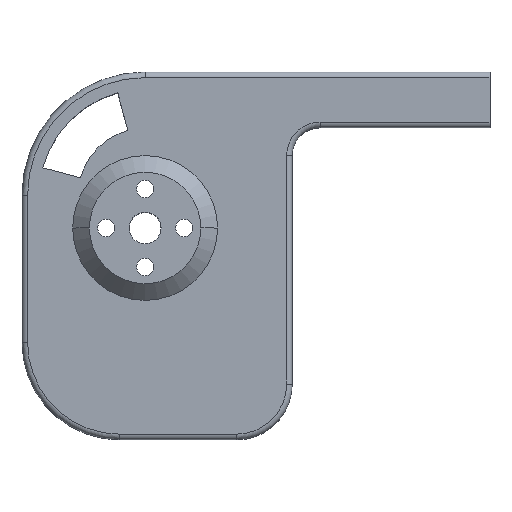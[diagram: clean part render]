
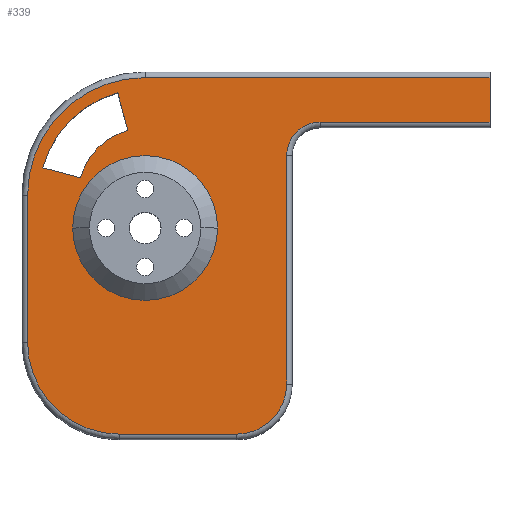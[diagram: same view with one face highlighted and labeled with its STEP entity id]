
A CAD part, top view. The second image highlights one B-rep face of the part: STEP entity #339.
In plain terms, the highlighted planar face has unit normal (0, 0, 1).
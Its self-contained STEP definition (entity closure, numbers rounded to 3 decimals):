
#222=FACE_BOUND('',#844,.T.);
#223=FACE_BOUND('',#845,.T.);
#224=FACE_BOUND('',#846,.T.);
#339=ADVANCED_FACE('',(#222,#223,#224),#528,.T.);
#528=PLANE('',#4258);
#844=EDGE_LOOP('',(#1974,#1975,#1976,#1977));
#845=EDGE_LOOP('',(#1978,#1979));
#846=EDGE_LOOP('',(#1980,#1981,#1982,#1983,#1984,#1985,#1986,#1987,#1988,
#1989));
#1168=LINE('',#6338,#1452);
#1211=LINE('',#6562,#1495);
#1212=LINE('',#6566,#1496);
#1213=LINE('',#6571,#1497);
#1214=LINE('',#6572,#1498);
#1215=LINE('',#6576,#1499);
#1216=LINE('',#6580,#1500);
#1217=LINE('',#6584,#1501);
#1452=VECTOR('',#4985,1.);
#1495=VECTOR('',#5100,1.);
#1496=VECTOR('',#5103,1.);
#1497=VECTOR('',#5108,1.);
#1498=VECTOR('',#5109,1.);
#1499=VECTOR('',#5112,1.);
#1500=VECTOR('',#5115,1.);
#1501=VECTOR('',#5118,1.);
#1974=ORIENTED_EDGE('',*,*,#3487,.F.);
#1975=ORIENTED_EDGE('',*,*,#3488,.F.);
#1976=ORIENTED_EDGE('',*,*,#3489,.F.);
#1977=ORIENTED_EDGE('',*,*,#3490,.F.);
#1978=ORIENTED_EDGE('',*,*,#3277,.T.);
#1979=ORIENTED_EDGE('',*,*,#3491,.T.);
#1980=ORIENTED_EDGE('',*,*,#3492,.T.);
#1981=ORIENTED_EDGE('',*,*,#3493,.T.);
#1982=ORIENTED_EDGE('',*,*,#3412,.T.);
#1983=ORIENTED_EDGE('',*,*,#3494,.T.);
#1984=ORIENTED_EDGE('',*,*,#3495,.T.);
#1985=ORIENTED_EDGE('',*,*,#3496,.T.);
#1986=ORIENTED_EDGE('',*,*,#3497,.T.);
#1987=ORIENTED_EDGE('',*,*,#3498,.T.);
#1988=ORIENTED_EDGE('',*,*,#3499,.T.);
#1989=ORIENTED_EDGE('',*,*,#3500,.T.);
#2895=VERTEX_POINT('',#6057);
#2896=VERTEX_POINT('',#6059);
#3010=VERTEX_POINT('',#6337);
#3011=VERTEX_POINT('',#6339);
#3068=VERTEX_POINT('',#6560);
#3069=VERTEX_POINT('',#6561);
#3070=VERTEX_POINT('',#6563);
#3071=VERTEX_POINT('',#6565);
#3072=VERTEX_POINT('',#6569);
#3073=VERTEX_POINT('',#6570);
#3074=VERTEX_POINT('',#6573);
#3075=VERTEX_POINT('',#6575);
#3076=VERTEX_POINT('',#6577);
#3077=VERTEX_POINT('',#6579);
#3078=VERTEX_POINT('',#6581);
#3079=VERTEX_POINT('',#6583);
#3277=EDGE_CURVE('',#2896,#2895,#3816,.T.);
#3412=EDGE_CURVE('',#3011,#3010,#1168,.T.);
#3487=EDGE_CURVE('',#3068,#3069,#3912,.T.);
#3488=EDGE_CURVE('',#3070,#3068,#1211,.T.);
#3489=EDGE_CURVE('',#3071,#3070,#3913,.T.);
#3490=EDGE_CURVE('',#3069,#3071,#1212,.T.);
#3491=EDGE_CURVE('',#2895,#2896,#3914,.T.);
#3492=EDGE_CURVE('',#3072,#3073,#3915,.T.);
#3493=EDGE_CURVE('',#3073,#3011,#1213,.T.);
#3494=EDGE_CURVE('',#3010,#3074,#1214,.T.);
#3495=EDGE_CURVE('',#3074,#3075,#3916,.T.);
#3496=EDGE_CURVE('',#3075,#3076,#1215,.T.);
#3497=EDGE_CURVE('',#3076,#3077,#3917,.T.);
#3498=EDGE_CURVE('',#3077,#3078,#1216,.T.);
#3499=EDGE_CURVE('',#3078,#3079,#3918,.T.);
#3500=EDGE_CURVE('',#3079,#3072,#1217,.T.);
#3816=CIRCLE('',#4117,13.);
#3912=CIRCLE('',#4251,12.);
#3913=CIRCLE('',#4252,19.);
#3914=CIRCLE('',#4253,13.);
#3915=CIRCLE('',#4254,6.);
#3916=CIRCLE('',#4255,21.1);
#3917=CIRCLE('',#4256,16.5);
#3918=CIRCLE('',#4257,9.);
#4117=AXIS2_PLACEMENT_3D('',#6058,#4721,#4722);
#4251=AXIS2_PLACEMENT_3D('',#6559,#5098,#5099);
#4252=AXIS2_PLACEMENT_3D('',#6564,#5101,#5102);
#4253=AXIS2_PLACEMENT_3D('',#6567,#5104,#5105);
#4254=AXIS2_PLACEMENT_3D('',#6568,#5106,#5107);
#4255=AXIS2_PLACEMENT_3D('',#6574,#5110,#5111);
#4256=AXIS2_PLACEMENT_3D('',#6578,#5113,#5114);
#4257=AXIS2_PLACEMENT_3D('',#6582,#5116,#5117);
#4258=AXIS2_PLACEMENT_3D('',#6585,#5119,#5120);
#4721=DIRECTION('',(0.,0.,-1.));
#4722=DIRECTION('',(1.,0.,0.));
#4985=DIRECTION('',(0.,1.,0.));
#5098=DIRECTION('',(0.,0.,-1.));
#5099=DIRECTION('',(1.,0.,0.));
#5100=DIRECTION('',(0.966,-0.259,0.));
#5101=DIRECTION('',(0.,0.,1.));
#5102=DIRECTION('',(1.,0.,0.));
#5103=DIRECTION('',(-0.259,0.966,0.));
#5104=DIRECTION('',(0.,0.,-1.));
#5105=DIRECTION('',(1.,0.,0.));
#5106=DIRECTION('',(0.,0.,-1.));
#5107=DIRECTION('',(1.,0.,0.));
#5108=DIRECTION('',(1.,0.,0.));
#5109=DIRECTION('',(-1.,0.,0.));
#5110=DIRECTION('',(0.,0.,1.));
#5111=DIRECTION('',(1.,0.,0.));
#5112=DIRECTION('',(0.,-1.,0.));
#5113=DIRECTION('',(0.,0.,1.));
#5114=DIRECTION('',(1.,0.,0.));
#5115=DIRECTION('',(1.,0.,0.));
#5116=DIRECTION('',(0.,0.,1.));
#5117=DIRECTION('',(1.,0.,0.));
#5118=DIRECTION('',(0.,1.,0.));
#5119=DIRECTION('',(0.,0.,1.));
#5120=DIRECTION('',(-1.,0.,0.));
#6057=CARTESIAN_POINT('',(36.6,43.,14.));
#6058=CARTESIAN_POINT('',(23.6,43.,14.));
#6059=CARTESIAN_POINT('',(10.6,43.,14.));
#6337=CARTESIAN_POINT('',(85.5,70.,14.));
#6338=CARTESIAN_POINT('',(85.5,61.,14.));
#6339=CARTESIAN_POINT('',(85.5,62.,14.));
#6559=CARTESIAN_POINT('',(23.6,48.9,14.));
#6560=CARTESIAN_POINT('',(12.009,52.006,14.));
#6561=CARTESIAN_POINT('',(20.494,60.491,14.));
#6562=CARTESIAN_POINT('',(12.009,52.006,14.));
#6563=CARTESIAN_POINT('',(5.247,53.818,14.));
#6564=CARTESIAN_POINT('',(23.6,48.9,14.));
#6565=CARTESIAN_POINT('',(18.682,67.253,14.));
#6566=CARTESIAN_POINT('',(20.494,60.491,14.));
#6567=CARTESIAN_POINT('',(23.6,43.,14.));
#6568=CARTESIAN_POINT('',(55.,56.,14.));
#6569=CARTESIAN_POINT('',(49.,56.,14.));
#6570=CARTESIAN_POINT('',(55.,62.,14.));
#6571=CARTESIAN_POINT('',(23.6,62.,14.));
#6572=CARTESIAN_POINT('',(23.6,70.,14.));
#6573=CARTESIAN_POINT('',(23.6,70.,14.));
#6574=CARTESIAN_POINT('',(23.6,48.9,14.));
#6575=CARTESIAN_POINT('',(2.5,48.9,14.));
#6576=CARTESIAN_POINT('',(2.5,48.9,14.));
#6577=CARTESIAN_POINT('',(2.5,22.5,14.));
#6578=CARTESIAN_POINT('',(19.,22.5,14.));
#6579=CARTESIAN_POINT('',(19.,6.,14.));
#6580=CARTESIAN_POINT('',(23.6,6.,14.));
#6581=CARTESIAN_POINT('',(40.,6.,14.));
#6582=CARTESIAN_POINT('',(40.,15.,14.));
#6583=CARTESIAN_POINT('',(49.,15.,14.));
#6584=CARTESIAN_POINT('',(49.,48.9,14.));
#6585=CARTESIAN_POINT('',(23.6,48.9,14.));
